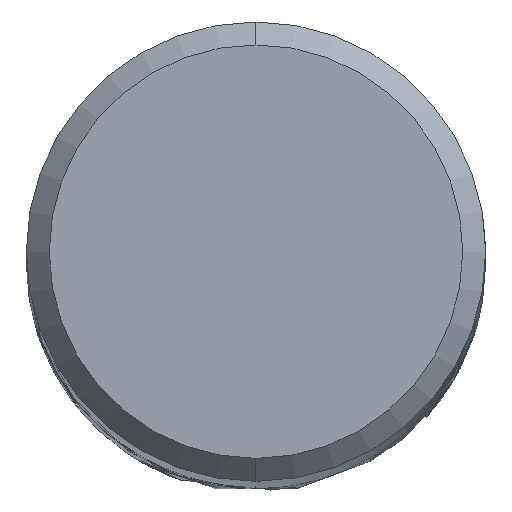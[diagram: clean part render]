
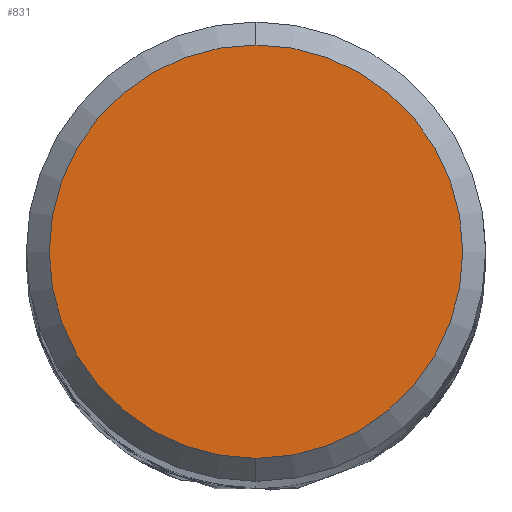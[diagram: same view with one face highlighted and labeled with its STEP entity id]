
A CAD part, top view. The second image highlights one B-rep face of the part: STEP entity #831.
In plain terms, the highlighted planar face has unit normal (0, 0, 1).
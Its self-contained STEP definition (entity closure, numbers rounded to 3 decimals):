
#321=EDGE_CURVE('',#601,#713,#876,.T.);
#601=VERTEX_POINT('',#1181);
#713=VERTEX_POINT('',#1304);
#811=EDGE_CURVE('',#713,#601,#1415,.T.);
#831=ADVANCED_FACE('',(#1435),#1436,.T.);
#876=CIRCLE('',#1560,3.6);
#1181=CARTESIAN_POINT('',(0.,-3.6,0.0));
#1304=CARTESIAN_POINT('',(0.0,3.6,0.0));
#1415=CIRCLE('',#5846,3.6);
#1435=FACE_OUTER_BOUND('',#5946,.T.);
#1436=PLANE('',#5947);
#1560=AXIS2_PLACEMENT_3D('',#5963,#5964,#5965);
#5846=AXIS2_PLACEMENT_3D('',#6558,#6559,#6560);
#5946=EDGE_LOOP('',(#6563,#6564));
#5947=AXIS2_PLACEMENT_3D('',#6565,#6566,#6567);
#5963=CARTESIAN_POINT('',(0.0,0.0,0.0));
#5964=DIRECTION('',(0.0,0.0,-1.0));
#5965=DIRECTION('',(0.0,1.0,0.0));
#6558=CARTESIAN_POINT('',(0.0,0.0,0.0));
#6559=DIRECTION('',(0.0,0.0,-1.0));
#6560=DIRECTION('',(0.0,1.0,0.0));
#6563=ORIENTED_EDGE('',*,*,#811,.F.);
#6564=ORIENTED_EDGE('',*,*,#321,.F.);
#6565=CARTESIAN_POINT('',(0.0,1.8,0.0));
#6566=DIRECTION('',(-0.0,0.0,1.0));
#6567=DIRECTION('',(0.0,-1.0,0.0));
